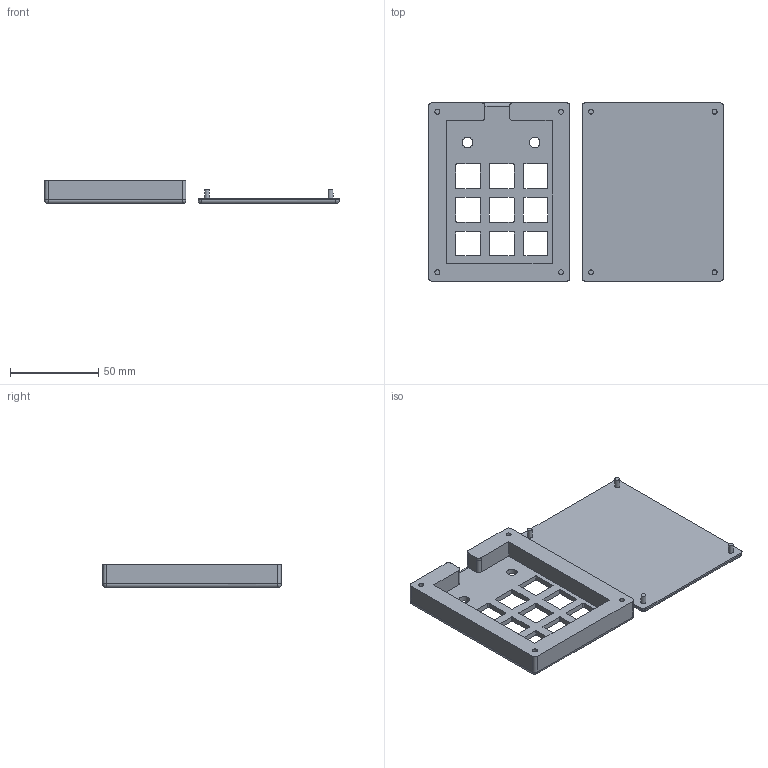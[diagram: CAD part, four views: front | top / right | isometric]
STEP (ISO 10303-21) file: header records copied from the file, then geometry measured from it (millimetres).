
FILE_DESCRIPTION(/* description */ ('STEP AP242','CAx-IF Rec.Pracs.---Representation and Presentation of Product Manufacturing Information (PMI)---4.0---2014-10-13','CAx-IF Rec.Pracs.---3D Tessellated Geometry---0.4---2014-09-14','2;1'),/* implementation_level */ '2;1');
FILE_NAME(/* name */ '66ff98afcddaab43e39ad593',/* time_stamp */ '2024-10-04T07:26:40Z',/* author */ (''),/* organization */ (''),/* preprocessor_version */ 'ST-DEVELOPER v20',/* originating_system */ ' ',/* authorisation */ ' ');
FILE_SCHEMA (('AP242_MANAGED_MODEL_BASED_3D_ENGINEERING_MIM_LF { 1 0 10303 442 1 1 4 }'));
Length unit declared in the file: metre
Products named in the file (2): Part 1; Part 2
Bounding box: 167 x 101 x 13 mm (x, y, z)
Volume: 73167.9 mm3; surface area: 38675 mm2
Topology: 2 solids, 2 shells, 144 faces, 378 edges, 246 vertices
Faces by surface type: plane 65, cylinder 42, bspline 33, cone 4
Full cylindrical faces by diameter (mm): 2.9 x4, 6 x2
Entity records: 7786 total; most frequent: CARTESIAN_POINT 4408, ORIENTED_EDGE 728, DIRECTION 589, EDGE_CURVE 364, VERTEX_POINT 242, AXIS2_PLACEMENT_3D 205, EDGE_LOOP 184, FACE_BOUND 184
